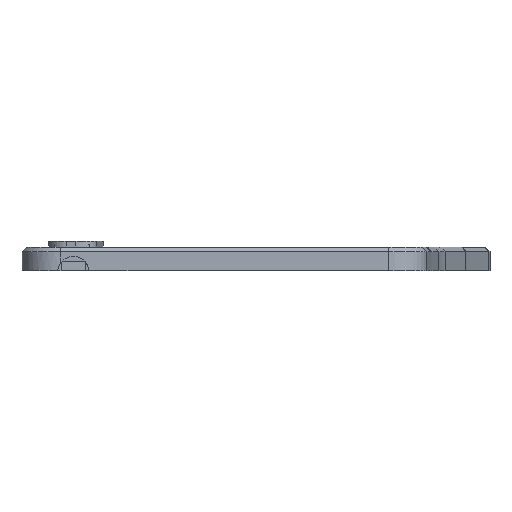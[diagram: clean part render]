
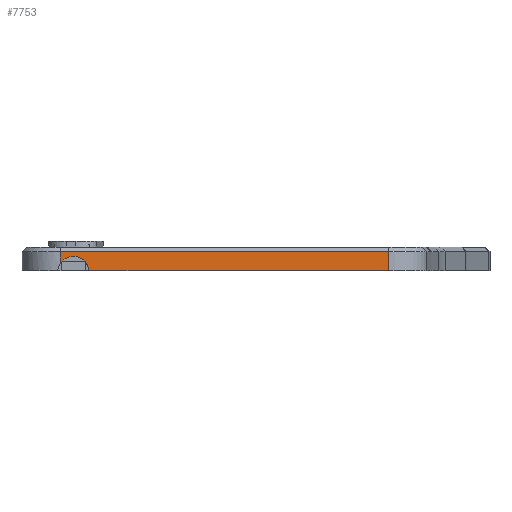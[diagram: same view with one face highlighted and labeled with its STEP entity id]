
A CAD part, left-side view. The second image highlights one B-rep face of the part: STEP entity #7753.
In plain terms, the highlighted planar face has unit normal (-1, -0.003, 0).
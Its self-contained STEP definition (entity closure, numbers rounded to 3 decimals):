
#310=FACE_OUTER_BOUND('',#782,.T.);
#782=EDGE_LOOP('',(#5838,#5839,#5840,#5841,#5842));
#1149=CIRCLE('',#8060,6.5);
#1256=LINE('',#10613,#2275);
#1535=LINE('',#11179,#2554);
#1671=LINE('',#11572,#2690);
#1685=LINE('',#11612,#2704);
#2275=VECTOR('',#8612,10.);
#2554=VECTOR('',#8901,10.);
#2690=VECTOR('',#9301,10.);
#2704=VECTOR('',#9349,10.);
#3279=VERTEX_POINT('',#10543);
#3280=VERTEX_POINT('',#10545);
#3305=VERTEX_POINT('',#10611);
#3587=VERTEX_POINT('',#11178);
#3708=VERTEX_POINT('',#11570);
#4003=EDGE_CURVE('',#3280,#3279,#1149,.T.);
#4035=EDGE_CURVE('',#3279,#3305,#1256,.T.);
#4318=EDGE_CURVE('',#3280,#3587,#1535,.T.);
#4509=EDGE_CURVE('',#3587,#3708,#1671,.T.);
#4529=EDGE_CURVE('',#3305,#3708,#1685,.T.);
#5838=ORIENTED_EDGE('',*,*,#4003,.T.);
#5839=ORIENTED_EDGE('',*,*,#4035,.T.);
#5840=ORIENTED_EDGE('',*,*,#4529,.T.);
#5841=ORIENTED_EDGE('',*,*,#4509,.F.);
#5842=ORIENTED_EDGE('',*,*,#4318,.F.);
#7373=PLANE('',#8231);
#7753=ADVANCED_FACE('',(#310),#7373,.T.);
#8060=AXIS2_PLACEMENT_3D('',#10546,#8558,#8559);
#8231=AXIS2_PLACEMENT_3D('',#11611,#9347,#9348);
#8558=DIRECTION('center_axis',(1.,0.003,0.));
#8559=DIRECTION('ref_axis',(0.003,-1.,0.));
#8612=DIRECTION('',(0.003,-1.,0.));
#8901=DIRECTION('',(0.,0.,1.));
#9301=DIRECTION('',(0.003,-1.,0.));
#9347=DIRECTION('center_axis',(-1.,-0.003,
0.));
#9348=DIRECTION('ref_axis',(0.003,-1.,0.));
#9349=DIRECTION('',(0.,0.,1.));
#10543=CARTESIAN_POINT('',(13.733,129.381,4.5));
#10545=CARTESIAN_POINT('',(13.693,141.244,7.749));
#10546=CARTESIAN_POINT('Origin',(13.711,135.869,4.095));
#10611=CARTESIAN_POINT('',(14.15,4.485,4.5));
#10613=CARTESIAN_POINT('',(13.693,141.244,4.5));
#11178=CARTESIAN_POINT('',(13.693,141.244,12.5));
#11179=CARTESIAN_POINT('',(13.693,141.244,4.5));
#11570=CARTESIAN_POINT('',(14.15,4.485,12.5));
#11572=CARTESIAN_POINT('',(13.83,100.248,12.5));
#11611=CARTESIAN_POINT('Origin',(13.693,141.244,4.5));
#11612=CARTESIAN_POINT('',(14.15,4.485,4.5));
